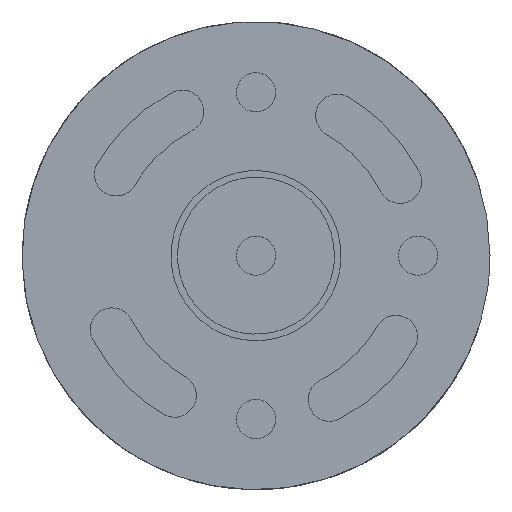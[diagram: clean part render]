
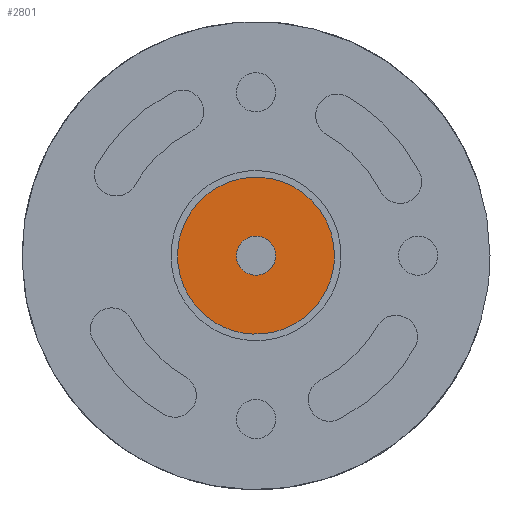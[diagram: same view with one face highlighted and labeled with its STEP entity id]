
A CAD part, front view. The second image highlights one B-rep face of the part: STEP entity #2801.
In plain terms, the highlighted free-form (B-spline) face has degree [1, 1] with [2, 2] control points.
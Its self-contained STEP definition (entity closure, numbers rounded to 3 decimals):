
#2746 = VERTEX_POINT('',#2747);
#2747 = CARTESIAN_POINT('',(6.088,-54.287,
    0.));
#2752 = EDGE_CURVE('',#2746,#2746,#2753,.T.);
#2753 = ( BOUNDED_CURVE() B_SPLINE_CURVE(2,(#2754,#2755,#2756,#2757,
#2758,#2759,#2760),.UNSPECIFIED.,.T.,.F.) B_SPLINE_CURVE_WITH_KNOTS((1,2
    ,2,2,2,1),(-2.094,0.,2.094,4.189,
6.283,8.378),.UNSPECIFIED.) CURVE() 
GEOMETRIC_REPRESENTATION_ITEM() RATIONAL_B_SPLINE_CURVE((1.,0.5,1.,0.5,
1.,0.5,1.)) REPRESENTATION_ITEM('') );
#2754 = CARTESIAN_POINT('',(6.088,-54.287,
    0.));
#2755 = CARTESIAN_POINT('',(6.088,-54.287,
    10.545));
#2756 = CARTESIAN_POINT('',(-3.044,-54.287,
    5.273));
#2757 = CARTESIAN_POINT('',(-12.176,-54.287,
    0.));
#2758 = CARTESIAN_POINT('',(-3.044,-54.287,
    -5.273));
#2759 = CARTESIAN_POINT('',(6.088,-54.287,
    -10.545));
#2760 = CARTESIAN_POINT('',(6.088,-54.287,
    0.));
#2801 = ADVANCED_FACE('',(#2802,#2805),#2819,.F.);
#2802 = FACE_BOUND('',#2803,.F.);
#2803 = EDGE_LOOP('',(#2804));
#2804 = ORIENTED_EDGE('',*,*,#2752,.F.);
#2805 = FACE_BOUND('',#2806,.F.);
#2806 = EDGE_LOOP('',(#2807));
#2807 = ORIENTED_EDGE('',*,*,#2808,.T.);
#2808 = EDGE_CURVE('',#2809,#2809,#2811,.T.);
#2809 = VERTEX_POINT('',#2810);
#2810 = CARTESIAN_POINT('',(1.522,-54.287,
    0.));
#2811 = ( BOUNDED_CURVE() B_SPLINE_CURVE(2,(#2812,#2813,#2814,#2815,
#2816,#2817,#2818),.UNSPECIFIED.,.T.,.F.) B_SPLINE_CURVE_WITH_KNOTS((1,2
    ,2,2,2,1),(-2.094,0.,2.094,4.189,
6.283,8.378),.UNSPECIFIED.) CURVE() 
GEOMETRIC_REPRESENTATION_ITEM() RATIONAL_B_SPLINE_CURVE((1.,0.5,1.,0.5,
1.,0.5,1.)) REPRESENTATION_ITEM('') );
#2812 = CARTESIAN_POINT('',(1.522,-54.287,0.));
#2813 = CARTESIAN_POINT('',(1.522,-54.287,2.636
    ));
#2814 = CARTESIAN_POINT('',(-0.761,-54.287,
    1.318));
#2815 = CARTESIAN_POINT('',(-3.044,-54.287,
    0.));
#2816 = CARTESIAN_POINT('',(-0.761,-54.287,
    -1.318));
#2817 = CARTESIAN_POINT('',(1.522,-54.287,
    -2.636));
#2818 = CARTESIAN_POINT('',(1.522,-54.287,0.));
#2819 = B_SPLINE_SURFACE_WITH_KNOTS('',1,1,(
    (#2820,#2821)
    ,(#2822,#2823
    )),.UNSPECIFIED.,.F.,.F.,.F.,(2,2),(2,2),(-6.,6.),(-6.,6.),
  .PIECEWISE_BEZIER_KNOTS.);
#2820 = CARTESIAN_POINT('',(-6.088,-54.287,
    -6.088));
#2821 = CARTESIAN_POINT('',(6.088,-54.287,
    -6.088));
#2822 = CARTESIAN_POINT('',(-6.088,-54.287,
    6.088));
#2823 = CARTESIAN_POINT('',(6.088,-54.287,6.088
    ));
